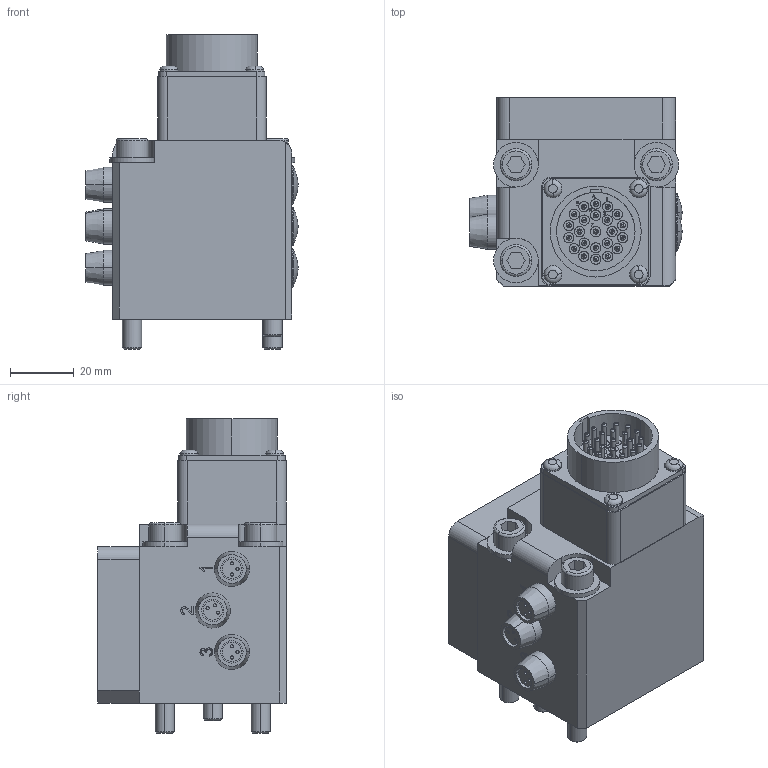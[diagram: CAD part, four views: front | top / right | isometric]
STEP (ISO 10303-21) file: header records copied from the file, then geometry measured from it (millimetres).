
FILE_DESCRIPTION (( 'STEP AP203' ), '1' );
FILE_NAME ('P6738-1.STEP', '2018-11-30T12:53:18', ( 'rsp' ), ( 'Hewlett-Packard Company' ), 'SwSTEP 2.0', 'SolidWorks 2017', '' );
FILE_SCHEMA (( 'CONFIG_CONTROL_DESIGN' ));
Length unit declared in the file: millimetre
Products named in the file (1): P6738-1
Bounding box: 66.6 x 59 x 98.6 mm (x, y, z)
Volume: 202440 mm3; surface area: 65720.4 mm2
Topology: 66 solids, 66 shells, 1176 faces, 2622 edges, 1685 vertices
Faces by surface type: cylinder 531, plane 417, bspline 102, torus 86, cone 40
Entity records: 37464 total; most frequent: CARTESIAN_POINT 10687, DIRECTION 5847, ORIENTED_EDGE 5156, EDGE_CURVE 2578, AXIS2_PLACEMENT_3D 2365, VERTEX_POINT 1685, EDGE_LOOP 1453, CIRCLE 1290
